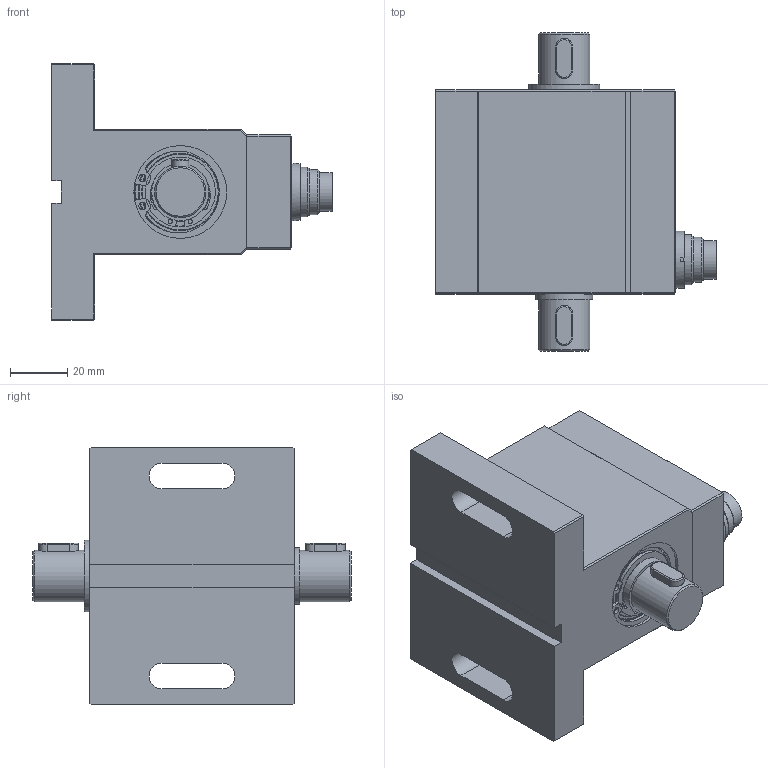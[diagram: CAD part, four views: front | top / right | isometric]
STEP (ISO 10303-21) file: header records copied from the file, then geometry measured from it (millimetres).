
FILE_DESCRIPTION( ( 'Unknown' ), '1' );
FILE_NAME( '2213-z05_doc-00045274.stp', 'Unknown', ( 'Unknown' ), ( 'Unknown' ), 'PSStep 17.0.49', 'Unknown', ' ' );
FILE_SCHEMA( ( 'AUTOMOTIVE_DESIGN { 1 0 10303 214 1 1 1 1 }' ) );
Length unit declared in the file: millimetre
Products named in the file (28): 2176-B03_DOC-00085014; 2176-010_DOC-00063684; av_25; av_20_nut; paßfeder a6x6x14 din 6885; paßfeder a6x6x14 din 6885-oa0; DOC-00081541; 2155-b05_doc-00037926; 2155-003_doc-00028061; Senkschraube DIN 965-M3x20-H; Senkschraube DIN 965-M3x20-H-oa1; Senkschraube DIN 965-M3x20-H-oa2; Senkschraube DIN 965-M3x20-H-oa3; 2212-b01_doc-00048945; 2212-001_doc-00028048; Sicherungsring DIN 472-32x1,2-T1; INA-20x32x7-61804 2Z; Assem1; flanschstecker 12-polig serie 723; mutter_09-0323-89-06_DOC-00067592
Assembly tree (27 placements, depth 3):
  Assem1
    flanschstecker 12-polig serie 723
    mutter_09-0323-89-06_DOC-00067592
    2176-B03_DOC-00085014
      2176-010_DOC-00063684
      av_25
      av_20_nut
      paßfeder a6x6x14 din 6885
      paßfeder a6x6x14 din 6885-oa0
      DOC-00081541
      DOC-00081541
      DOC-00081541
      DOC-00081541
      DOC-00081541
    2212-b01_doc-00048945
      2212-001_doc-00028048
      Sicherungsring DIN 472-32x1,2-T1
      INA-20x32x7-61804 2Z
      INA-20x32x7-61804 2Z
      INA-20x32x7-61804 2Z
      INA-20x32x7-61804 2Z
      INA-20x32x7-61804 2Z
    2155-b05_doc-00037926
      2155-003_doc-00028061
      Senkschraube DIN 965-M3x20-H
      Senkschraube DIN 965-M3x20-H-oa1
      Senkschraube DIN 965-M3x20-H-oa2
      Senkschraube DIN 965-M3x20-H-oa3
Bounding box: 98.2 x 111.5 x 90 mm (x, y, z)
Volume: 269125.8 mm3; surface area: 74758.5 mm2
Topology: 24 solids, 26 shells, 468 faces, 1005 edges, 650 vertices
Faces by surface type: plane 242, cylinder 168, cone 30, torus 28
Full cylindrical faces by diameter (mm): 1 x24, 1.5 x4, 2.387 x4, 2.5 x2, 3 x4, 3.242 x2, 3.4 x4, 5.6 x4, 12 x1, 13.5 x1, 15 x1, 15.875 x1, 17.188 x1, 17.462 x1, 17.8 x1, 18 x2, 19 x1, 20 x5, 22 x1, 23.9 x3, 24.1 x2, 24.2 x2, 25 x3, 28.5 x2, 28.7 x2, 28.8 x2, 28.9 x2, 29.28 x2, 29.48 x2, 29.5 x2
Entity records: 15952 total; most frequent: DIRECTION 2180, CARTESIAN_POINT 2041, ORIENTED_EDGE 1608, AXIS2_PLACEMENT_3D 885, EDGE_CURVE 804, EDGE_LOOP 728, VERTEX_POINT 610, FACE_OUTER_BOUND 585
